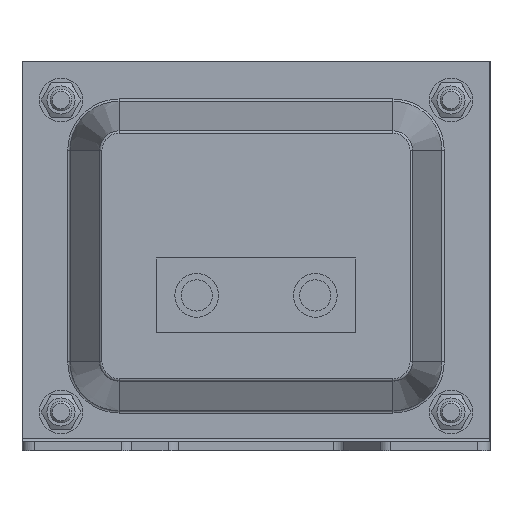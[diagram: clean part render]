
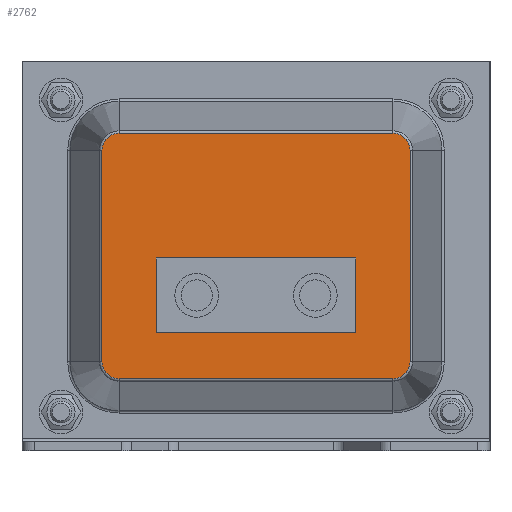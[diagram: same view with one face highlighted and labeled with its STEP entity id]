
A CAD part, front view. The second image highlights one B-rep face of the part: STEP entity #2762.
In plain terms, the highlighted face is planar.
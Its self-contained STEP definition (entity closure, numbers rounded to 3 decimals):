
#152=FACE_BOUND('',#504,.T.);
#240=PLANE('',#3176);
#346=FACE_OUTER_BOUND('',#503,.T.);
#503=EDGE_LOOP('',(#2035,#2036,#2037,#2038,#2039,#2040,#2041,#2042));
#504=EDGE_LOOP('',(#2043,#2044,#2045,#2046));
#688=LINE('',#4337,#893);
#692=LINE('',#4345,#897);
#695=LINE('',#4351,#900);
#698=LINE('',#4356,#903);
#720=LINE('',#4436,#925);
#722=LINE('',#4456,#927);
#725=LINE('',#4463,#930);
#727=LINE('',#4478,#932);
#893=VECTOR('',#3505,10.);
#897=VECTOR('',#3511,10.);
#900=VECTOR('',#3516,10.);
#903=VECTOR('',#3521,10.);
#925=VECTOR('',#3605,10.);
#927=VECTOR('',#3629,10.);
#930=VECTOR('',#3636,10.);
#932=VECTOR('',#3656,10.);
#1096=CIRCLE('',#3151,2.728);
#1100=CIRCLE('',#3156,2.728);
#1104=CIRCLE('',#3163,2.728);
#1108=CIRCLE('',#3168,2.728);
#1229=VERTEX_POINT('',#4335);
#1230=VERTEX_POINT('',#4336);
#1233=VERTEX_POINT('',#4344);
#1235=VERTEX_POINT('',#4350);
#1262=VERTEX_POINT('',#4433);
#1263=VERTEX_POINT('',#4435);
#1266=VERTEX_POINT('',#4442);
#1267=VERTEX_POINT('',#4447);
#1270=VERTEX_POINT('',#4454);
#1271=VERTEX_POINT('',#4459);
#1274=VERTEX_POINT('',#4466);
#1275=VERTEX_POINT('',#4471);
#1489=EDGE_CURVE('',#1229,#1230,#688,.T.);
#1493=EDGE_CURVE('',#1233,#1229,#692,.T.);
#1496=EDGE_CURVE('',#1235,#1233,#695,.T.);
#1499=EDGE_CURVE('',#1230,#1235,#698,.T.);
#1538=EDGE_CURVE('',#1262,#1263,#720,.T.);
#1542=EDGE_CURVE('',#1266,#1262,#1096,.T.);
#1546=EDGE_CURVE('',#1263,#1267,#1100,.T.);
#1548=EDGE_CURVE('',#1270,#1266,#722,.T.);
#1552=EDGE_CURVE('',#1267,#1271,#725,.T.);
#1554=EDGE_CURVE('',#1274,#1270,#1104,.T.);
#1558=EDGE_CURVE('',#1271,#1275,#1108,.T.);
#1560=EDGE_CURVE('',#1275,#1274,#727,.T.);
#2035=ORIENTED_EDGE('',*,*,#1538,.F.);
#2036=ORIENTED_EDGE('',*,*,#1542,.F.);
#2037=ORIENTED_EDGE('',*,*,#1548,.F.);
#2038=ORIENTED_EDGE('',*,*,#1554,.F.);
#2039=ORIENTED_EDGE('',*,*,#1560,.F.);
#2040=ORIENTED_EDGE('',*,*,#1558,.F.);
#2041=ORIENTED_EDGE('',*,*,#1552,.F.);
#2042=ORIENTED_EDGE('',*,*,#1546,.F.);
#2043=ORIENTED_EDGE('',*,*,#1489,.T.);
#2044=ORIENTED_EDGE('',*,*,#1499,.T.);
#2045=ORIENTED_EDGE('',*,*,#1496,.T.);
#2046=ORIENTED_EDGE('',*,*,#1493,.T.);
#2762=ADVANCED_FACE('',(#346,#152),#240,.T.);
#3151=AXIS2_PLACEMENT_3D('',#4444,#3613,#3614);
#3156=AXIS2_PLACEMENT_3D('',#4451,#3623,#3624);
#3163=AXIS2_PLACEMENT_3D('',#4468,#3641,#3642);
#3168=AXIS2_PLACEMENT_3D('',#4475,#3651,#3652);
#3176=AXIS2_PLACEMENT_3D('',#4497,#3676,#3677);
#3505=DIRECTION('',(0.,0.,-1.));
#3511=DIRECTION('',(-1.,0.,0.));
#3516=DIRECTION('',(0.,0.,1.));
#3521=DIRECTION('',(1.,0.,0.));
#3605=DIRECTION('',(1.,0.,0.));
#3613=DIRECTION('center_axis',(0.,-1.,0.));
#3614=DIRECTION('ref_axis',(-0.707,0.,-0.707));
#3623=DIRECTION('center_axis',(0.,-1.,0.));
#3624=DIRECTION('ref_axis',(0.707,0.,-0.707));
#3629=DIRECTION('',(0.,0.,-1.));
#3636=DIRECTION('',(0.,0.,1.));
#3641=DIRECTION('center_axis',(0.,-1.,0.));
#3642=DIRECTION('ref_axis',(-0.707,0.,0.707));
#3651=DIRECTION('center_axis',(0.,-1.,0.));
#3652=DIRECTION('ref_axis',(0.707,0.,0.707));
#3656=DIRECTION('',(-1.,0.,0.));
#3676=DIRECTION('center_axis',(0.,1.,0.));
#3677=DIRECTION('ref_axis',(0.,0.,1.));
#4335=CARTESIAN_POINT('',(-30.93,29.,53.5));
#4336=CARTESIAN_POINT('',(-30.93,29.,21.5));
#4337=CARTESIAN_POINT('',(-30.93,29.,45.5));
#4344=CARTESIAN_POINT('',(-18.93,29.,53.5));
#4345=CARTESIAN_POINT('',(-25.09,29.,53.5));
#4350=CARTESIAN_POINT('',(-18.93,29.,21.5));
#4351=CARTESIAN_POINT('',(-18.93,29.,29.5));
#4356=CARTESIAN_POINT('',(-31.09,29.,21.5));
#4433=CARTESIAN_POINT('',(-48.202,29.,12.82));
#4435=CARTESIAN_POINT('',(-14.298,29.,12.82));
#4436=CARTESIAN_POINT('',(-22.774,29.,12.82));
#4442=CARTESIAN_POINT('',(-50.93,29.,15.548));
#4444=CARTESIAN_POINT('Origin',(-48.202,29.,15.548));
#4447=CARTESIAN_POINT('',(-11.57,29.,15.548));
#4451=CARTESIAN_POINT('Origin',(-14.298,29.,15.548));
#4454=CARTESIAN_POINT('',(-50.93,29.,59.452));
#4456=CARTESIAN_POINT('',(-50.93,29.,26.524));
#4459=CARTESIAN_POINT('',(-11.57,29.,59.452));
#4463=CARTESIAN_POINT('',(-11.57,29.,48.476));
#4466=CARTESIAN_POINT('',(-48.202,29.,62.18));
#4468=CARTESIAN_POINT('Origin',(-48.202,29.,59.452));
#4471=CARTESIAN_POINT('',(-14.298,29.,62.18));
#4475=CARTESIAN_POINT('Origin',(-14.298,29.,59.452));
#4478=CARTESIAN_POINT('',(-39.726,29.,62.18));
#4497=CARTESIAN_POINT('Origin',(-31.25,29.,37.5));
